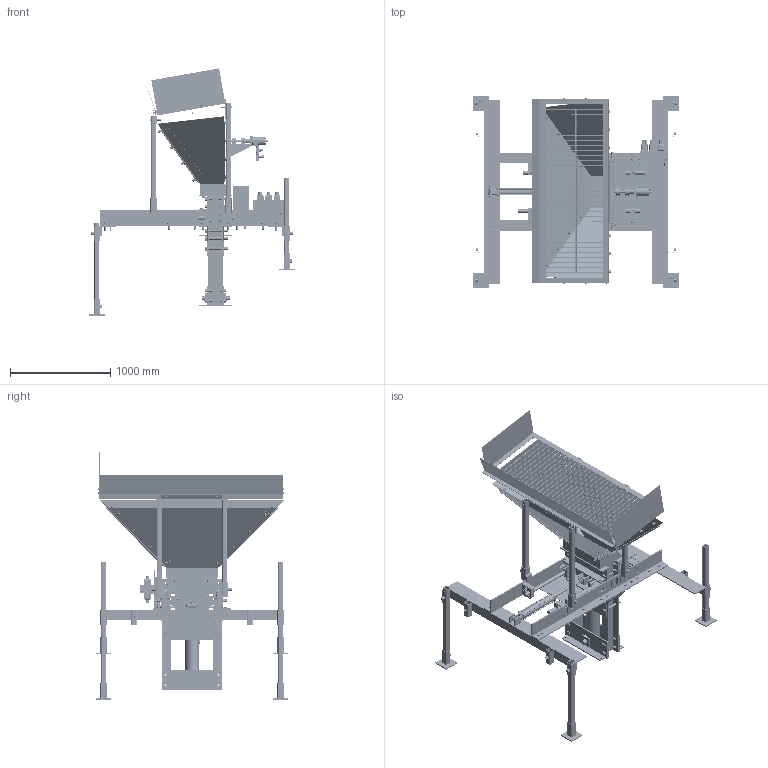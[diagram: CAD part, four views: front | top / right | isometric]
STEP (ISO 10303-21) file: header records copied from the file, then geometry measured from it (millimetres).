
FILE_DESCRIPTION(/* description */ ('Alibre Inc.'),/* implementation_level */ '2;1');
FILE_NAME(/* name */ 'export0',/* time_stamp */ '2014-01-11T18:11:35-06:00',/* author */ (''),/* organization */ (''),/* preprocessor_version */ 'ST-DEVELOPER v14',/* originating_system */ 'Alibre',/* authorisation */ '');
FILE_SCHEMA (('CONFIG_CONTROL_DESIGN'));
Products named in the file (153): ID_1; ID_2; ID_3; ID_4; ID_5; ID_6; ID_7; ID_8; ID_9; ID_10; ID_11; ID_12; ID_13; ID_14; ID_15; ID_16; ID_17; ID_18; ID_19; ID_20; ID_21; ID_22; ID_23; ID_24; ID_25; ID_26; ID_27; ID_28; ID_29; ID_30; ID_31; ID_32; ID_33; ID_34; ID_35; ID_36; ID_37; ID_38; ID_39; ID_40 ...
Bounding box: 2044.7 x 1918.21 x 2465.48 mm (x, y, z)
Volume: 129824967.3 mm3; surface area: 33352248.2 mm2
Topology: 402 solids, 402 shells, 7483 faces, 17445 edges, 11001 vertices
Faces by surface type: plane 3796, cylinder 1988, cone 1584, bspline 56, torus 51, sphere 8
Full cylindrical faces by diameter (mm): 6.35 x4, 8.001 x4, 12.7 x14, 13.244 x16, 13.494 x32, 13.619 x4, 14.287 x6, 14.288 x2, 16.256 x2, 19.05 x8, 19.304 x2, 19.812 x16, 19.844 x32, 20.32 x6, 20.637 x14, 22.225 x16, 25.4 x64, 25.527 x30, 38.1 x2, 38.354 x6, 53.975 x2
Entity records: 110067 total; most frequent: CARTESIAN_POINT 29098, DIRECTION 12097, ORIENTED_EDGE 12002, EDGE_CURVE 6001, AXIS2_PLACEMENT_3D 5059, VERTEX_POINT 3953, VECTOR 3232, LINE 3232
